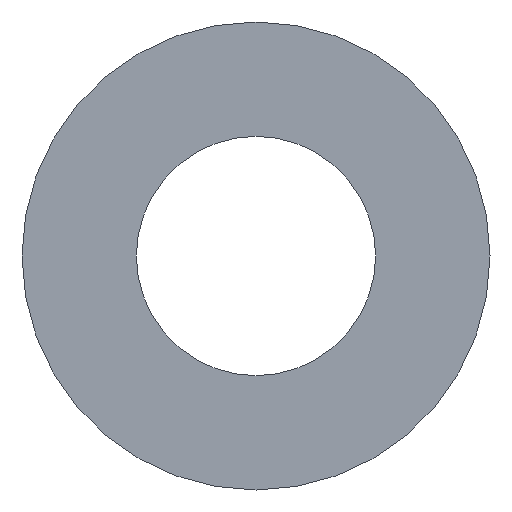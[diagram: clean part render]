
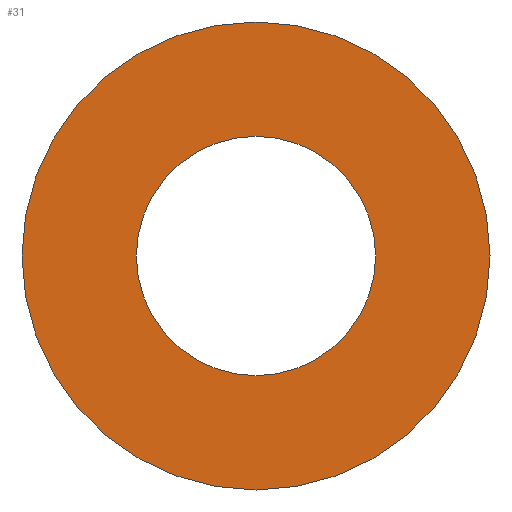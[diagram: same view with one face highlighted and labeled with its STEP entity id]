
A CAD part, front view. The second image highlights one B-rep face of the part: STEP entity #31.
In plain terms, the highlighted planar face has unit normal (0, -1, 0).
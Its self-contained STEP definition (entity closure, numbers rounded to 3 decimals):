
#9 = VERTEX_POINT ( 'NONE', #136 ) ;
#12 = CARTESIAN_POINT ( 'NONE',  ( 0., 0., 4.4 ) ) ;
#15 = DIRECTION ( 'NONE',  ( 0., 1., 0. ) ) ;
#20 = ORIENTED_EDGE ( 'NONE', *, *, #75, .F. ) ;
#25 = CIRCLE ( 'NONE', #46, 4.4 ) ;
#31 = ADVANCED_FACE ( 'NONE', ( #149, #170 ), #167, .F. ) ;
#33 = CARTESIAN_POINT ( 'NONE',  ( 0., 0., 0. ) ) ;
#38 = CARTESIAN_POINT ( 'NONE',  ( 0., 0., 0. ) ) ;
#45 = AXIS2_PLACEMENT_3D ( 'NONE', #33, #51, #48 ) ;
#46 = AXIS2_PLACEMENT_3D ( 'NONE', #100, #15, #105 ) ;
#47 = EDGE_CURVE ( 'NONE', #77, #49, #58, .T. ) ;
#48 = DIRECTION ( 'NONE',  ( 0., 0., 1. ) ) ;
#49 = VERTEX_POINT ( 'NONE', #185 ) ;
#50 = DIRECTION ( 'NONE',  ( 0., 0., 1. ) ) ;
#51 = DIRECTION ( 'NONE',  ( 0., 1., 0. ) ) ;
#58 = CIRCLE ( 'NONE', #180, 2.25 ) ;
#61 = CIRCLE ( 'NONE', #45, 4.4 ) ;
#67 = CARTESIAN_POINT ( 'NONE',  ( 0., 0., 0. ) ) ;
#69 = DIRECTION ( 'NONE',  ( 0., 0., 1. ) ) ;
#75 = EDGE_CURVE ( 'NONE', #9, #96, #61, .T. ) ;
#77 = VERTEX_POINT ( 'NONE', #116 ) ;
#82 = CIRCLE ( 'NONE', #172, 2.25 ) ;
#96 = VERTEX_POINT ( 'NONE', #12 ) ;
#100 = CARTESIAN_POINT ( 'NONE',  ( 0., 0., 0. ) ) ;
#105 = DIRECTION ( 'NONE',  ( 0., 0., 1. ) ) ;
#116 = CARTESIAN_POINT ( 'NONE',  ( 0., 0., 2.25 ) ) ;
#117 = ORIENTED_EDGE ( 'NONE', *, *, #156, .F. ) ;
#119 = EDGE_CURVE ( 'NONE', #49, #77, #82, .T. ) ;
#120 = DIRECTION ( 'NONE',  ( 0., 0., 1. ) ) ;
#133 = CARTESIAN_POINT ( 'NONE',  ( 0., 0., 0. ) ) ;
#135 = DIRECTION ( 'NONE',  ( 0., 1., 0. ) ) ;
#136 = CARTESIAN_POINT ( 'NONE',  ( 0., 0., -4.4 ) ) ;
#147 = EDGE_LOOP ( 'NONE', ( #166, #208 ) ) ;
#149 = FACE_OUTER_BOUND ( 'NONE', #150, .T. ) ;
#150 = EDGE_LOOP ( 'NONE', ( #20, #117 ) ) ;
#156 = EDGE_CURVE ( 'NONE', #96, #9, #25, .T. ) ;
#166 = ORIENTED_EDGE ( 'NONE', *, *, #119, .T. ) ;
#167 = PLANE ( 'NONE',  #213 ) ;
#170 = FACE_BOUND ( 'NONE', #147, .T. ) ;
#172 = AXIS2_PLACEMENT_3D ( 'NONE', #38, #174, #69 ) ;
#174 = DIRECTION ( 'NONE',  ( 0., 1., 0. ) ) ;
#180 = AXIS2_PLACEMENT_3D ( 'NONE', #133, #205, #50 ) ;
#185 = CARTESIAN_POINT ( 'NONE',  ( 0., 0., -2.25 ) ) ;
#205 = DIRECTION ( 'NONE',  ( 0., 1., 0. ) ) ;
#208 = ORIENTED_EDGE ( 'NONE', *, *, #47, .T. ) ;
#213 = AXIS2_PLACEMENT_3D ( 'NONE', #67, #135, #120 ) ;
